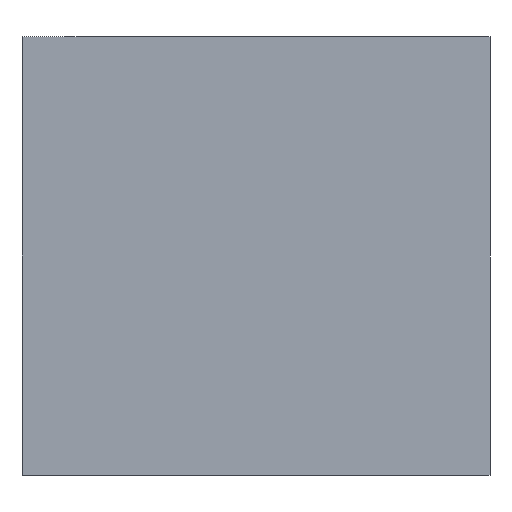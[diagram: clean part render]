
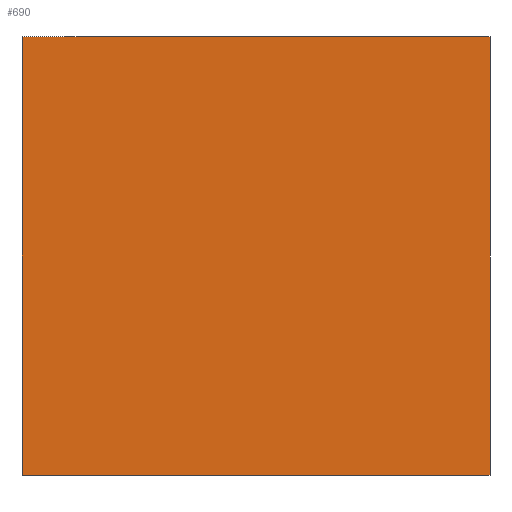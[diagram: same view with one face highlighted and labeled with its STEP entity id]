
A CAD part, left-side view. The second image highlights one B-rep face of the part: STEP entity #690.
In plain terms, the highlighted planar face has unit normal (-1, 0, 0).
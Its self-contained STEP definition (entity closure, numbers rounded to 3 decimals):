
#27=FACE_OUTER_BOUND('',#64,.T.);
#64=EDGE_LOOP('',(#533,#534,#535,#536));
#123=LINE('',#1008,#220);
#158=LINE('',#1081,#255);
#160=LINE('',#1086,#257);
#162=LINE('',#1089,#259);
#220=VECTOR('',#810,10.);
#255=VECTOR('',#851,10.);
#257=VECTOR('',#857,10.);
#259=VECTOR('',#861,10.);
#314=VERTEX_POINT('',#1005);
#315=VERTEX_POINT('',#1007);
#349=VERTEX_POINT('',#1078);
#350=VERTEX_POINT('',#1080);
#383=EDGE_CURVE('',#314,#315,#123,.T.);
#419=EDGE_CURVE('',#350,#349,#158,.T.);
#422=EDGE_CURVE('',#350,#314,#160,.T.);
#424=EDGE_CURVE('',#315,#349,#162,.T.);
#533=ORIENTED_EDGE('',*,*,#419,.T.);
#534=ORIENTED_EDGE('',*,*,#424,.F.);
#535=ORIENTED_EDGE('',*,*,#383,.F.);
#536=ORIENTED_EDGE('',*,*,#422,.F.);
#656=PLANE('',#741);
#690=ADVANCED_FACE('',(#27),#656,.T.);
#741=AXIS2_PLACEMENT_3D('',#1088,#859,#860);
#810=DIRECTION('',(0.,-1.,0.));
#851=DIRECTION('',(0.,-1.,0.));
#857=DIRECTION('',(0.,0.,1.));
#859=DIRECTION('center_axis',(-1.,0.,0.));
#860=DIRECTION('ref_axis',(0.,-1.,0.));
#861=DIRECTION('',(0.,0.,-1.));
#1005=CARTESIAN_POINT('',(0.,0.,25.));
#1007=CARTESIAN_POINT('',(0.,-32.,25.));
#1008=CARTESIAN_POINT('',(0.,-32.,25.));
#1078=CARTESIAN_POINT('',(0.,-32.,-5.));
#1080=CARTESIAN_POINT('',(0.,0.,-5.));
#1081=CARTESIAN_POINT('',(0.,-16.,-5.));
#1086=CARTESIAN_POINT('',(0.,0.,0.));
#1088=CARTESIAN_POINT('Origin',(0.,0.,0.));
#1089=CARTESIAN_POINT('',(0.,-32.,0.));
